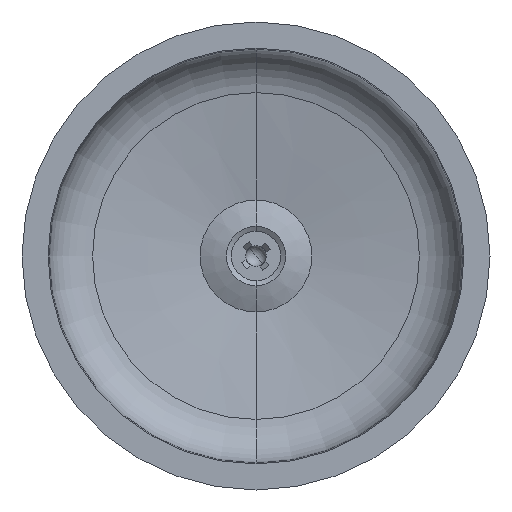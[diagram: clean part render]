
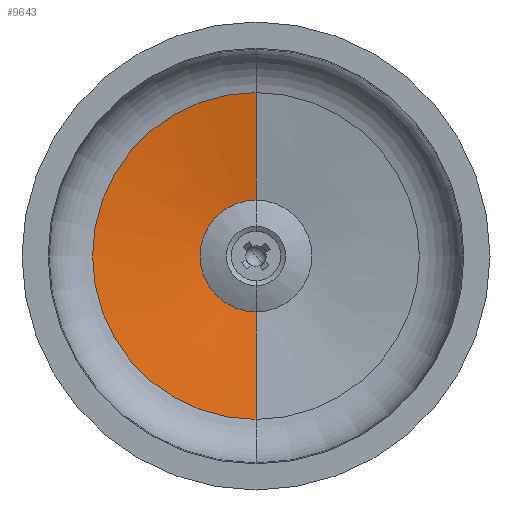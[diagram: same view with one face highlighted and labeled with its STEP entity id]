
A CAD part, front view. The second image highlights one B-rep face of the part: STEP entity #9643.
In plain terms, the highlighted conical face has half-angle 80.814 degrees and reference radius 31.43 mm.
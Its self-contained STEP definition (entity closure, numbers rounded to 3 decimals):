
#343=FACE_OUTER_BOUND('',#937,.T.);
#937=EDGE_LOOP('',(#6136,#6137,#6138,#6139));
#1535=LINE('',#15370,#2098);
#1536=LINE('',#15371,#2099);
#2098=VECTOR('',#11789,20.948);
#2099=VECTOR('',#11790,20.948);
#2665=CIRCLE('',#10252,31.43);
#2668=CIRCLE('',#10256,10.75);
#3584=VERTEX_POINT('',#15361);
#3585=VERTEX_POINT('',#15362);
#3586=VERTEX_POINT('',#15367);
#3587=VERTEX_POINT('',#15368);
#4564=EDGE_CURVE('',#3584,#3585,#2665,.T.);
#4567=EDGE_CURVE('',#3586,#3587,#2668,.T.);
#4568=EDGE_CURVE('',#3586,#3584,#1535,.T.);
#4569=EDGE_CURVE('',#3587,#3585,#1536,.T.);
#6136=ORIENTED_EDGE('',*,*,#4567,.F.);
#6137=ORIENTED_EDGE('',*,*,#4568,.T.);
#6138=ORIENTED_EDGE('',*,*,#4564,.T.);
#6139=ORIENTED_EDGE('',*,*,#4569,.F.);
#9258=CONICAL_SURFACE('',#10255,31.43,80.814);
#9643=ADVANCED_FACE('',(#343),#9258,.F.);
#10252=AXIS2_PLACEMENT_3D('',#15363,#11779,#11780);
#10255=AXIS2_PLACEMENT_3D('',#15366,#11785,#11786);
#10256=AXIS2_PLACEMENT_3D('',#15369,#11787,#11788);
#11779=DIRECTION('center_axis',(0.,-1.,0.));
#11780=DIRECTION('ref_axis',(0.,0.,-1.));
#11785=DIRECTION('center_axis',(0.,-1.,0.));
#11786=DIRECTION('ref_axis',(0.,0.,-1.));
#11787=DIRECTION('center_axis',(0.,-1.,0.));
#11788=DIRECTION('ref_axis',(0.,0.,-1.));
#11789=DIRECTION('',(0.,-0.16,0.987));
#11790=DIRECTION('',(0.,-0.16,-0.987));
#15361=CARTESIAN_POINT('',(0.,11.874,31.43));
#15362=CARTESIAN_POINT('',(0.,11.874,-31.43));
#15363=CARTESIAN_POINT('Origin',(0.,11.874,0.));
#15366=CARTESIAN_POINT('Origin',(0.,11.874,0.));
#15367=CARTESIAN_POINT('',(0.,15.218,10.75));
#15368=CARTESIAN_POINT('',(0.,15.218,-10.75));
#15369=CARTESIAN_POINT('Origin',(0.,15.218,0.));
#15370=CARTESIAN_POINT('',(0.,11.874,31.43));
#15371=CARTESIAN_POINT('',(0.,11.874,-31.43));
